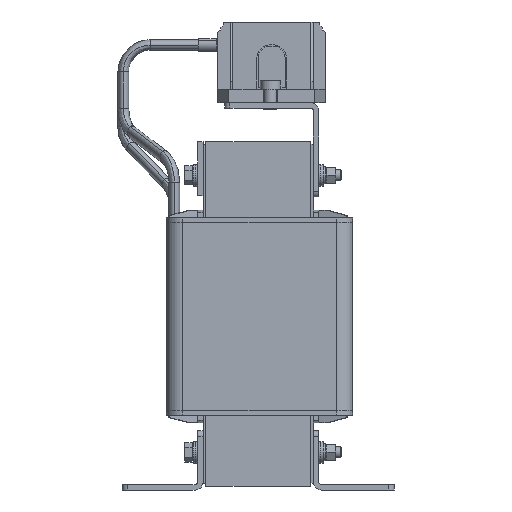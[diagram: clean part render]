
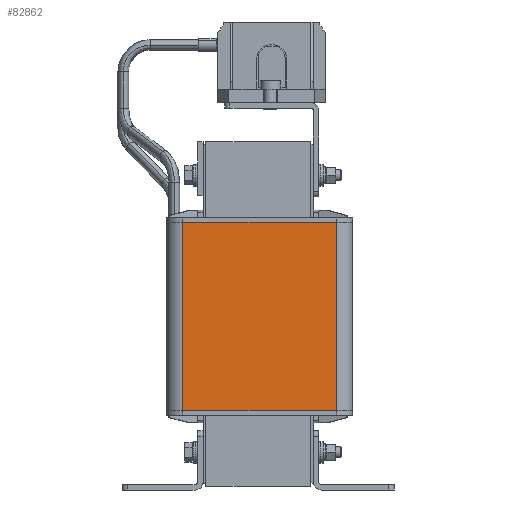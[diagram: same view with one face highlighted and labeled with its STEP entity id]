
A CAD part, left-side view. The second image highlights one B-rep face of the part: STEP entity #82862.
In plain terms, the highlighted planar face has unit normal (-1, 0, 0).
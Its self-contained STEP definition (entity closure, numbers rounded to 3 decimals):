
#871 = DIRECTION ( 'NONE',  ( 0., 0., 1. ) ) ;
#1211 = EDGE_CURVE ( 'NONE', #49507, #28821, #5563, .T. ) ;
#1252 = EDGE_CURVE ( 'NONE', #49507, #10489, #17751, .T. ) ;
#3746 = CARTESIAN_POINT ( 'NONE',  ( -73.85, 21.398, 99.475 ) ) ;
#5390 = VECTOR ( 'NONE', #10859, 1000. ) ;
#5563 = LINE ( 'NONE', #7237, #78573 ) ;
#7237 = CARTESIAN_POINT ( 'NONE',  ( -73.85, 78.598, 29.475 ) ) ;
#7328 = ORIENTED_EDGE ( 'NONE', *, *, #36443, .T. ) ;
#10489 = VERTEX_POINT ( 'NONE', #3746 ) ;
#10859 = DIRECTION ( 'NONE',  ( 0., 0., 1. ) ) ;
#12383 = EDGE_CURVE ( 'NONE', #43440, #10489, #80628, .T. ) ;
#12533 = FACE_OUTER_BOUND ( 'NONE', #41655, .T. ) ;
#17751 = LINE ( 'NONE', #43065, #46480 ) ;
#18089 = AXIS2_PLACEMENT_3D ( 'NONE', #85559, #43226, #871 ) ;
#19597 = ORIENTED_EDGE ( 'NONE', *, *, #1211, .T. ) ;
#21443 = DIRECTION ( 'NONE',  ( 0., 0., -1. ) ) ;
#21753 = DIRECTION ( 'NONE',  ( 0., -1., 0. ) ) ;
#28821 = VERTEX_POINT ( 'NONE', #60457 ) ;
#36443 = EDGE_CURVE ( 'NONE', #28821, #43440, #57638, .T. ) ;
#38905 = ORIENTED_EDGE ( 'NONE', *, *, #1252, .F. ) ;
#41655 = EDGE_LOOP ( 'NONE', ( #38905, #19597, #7328, #64795 ) ) ;
#43065 = CARTESIAN_POINT ( 'NONE',  ( -73.85, 42.998, 99.475 ) ) ;
#43226 = DIRECTION ( 'NONE',  ( -1., 0., 0. ) ) ;
#43440 = VERTEX_POINT ( 'NONE', #82753 ) ;
#46082 = CARTESIAN_POINT ( 'NONE',  ( -73.85, 21.398, 29.475 ) ) ;
#46480 = VECTOR ( 'NONE', #21753, 1000. ) ;
#47276 = DIRECTION ( 'NONE',  ( 0., -1., 0. ) ) ;
#49507 = VERTEX_POINT ( 'NONE', #85726 ) ;
#54395 = CARTESIAN_POINT ( 'NONE',  ( -73.85, 42.998, 29.475 ) ) ;
#57134 = PLANE ( 'NONE',  #18089 ) ;
#57638 = LINE ( 'NONE', #54395, #69856 ) ;
#60457 = CARTESIAN_POINT ( 'NONE',  ( -73.85, 78.598, 29.475 ) ) ;
#64795 = ORIENTED_EDGE ( 'NONE', *, *, #12383, .T. ) ;
#69856 = VECTOR ( 'NONE', #47276, 1000. ) ;
#78573 = VECTOR ( 'NONE', #21443, 1000. ) ;
#80628 = LINE ( 'NONE', #46082, #5390 ) ;
#82753 = CARTESIAN_POINT ( 'NONE',  ( -73.85, 21.398, 29.475 ) ) ;
#82862 = ADVANCED_FACE ( 'NONE', ( #12533 ), #57134, .T. ) ;
#85559 = CARTESIAN_POINT ( 'NONE',  ( -73.85, 64.598, 29.475 ) ) ;
#85726 = CARTESIAN_POINT ( 'NONE',  ( -73.85, 78.598, 99.475 ) ) ;
